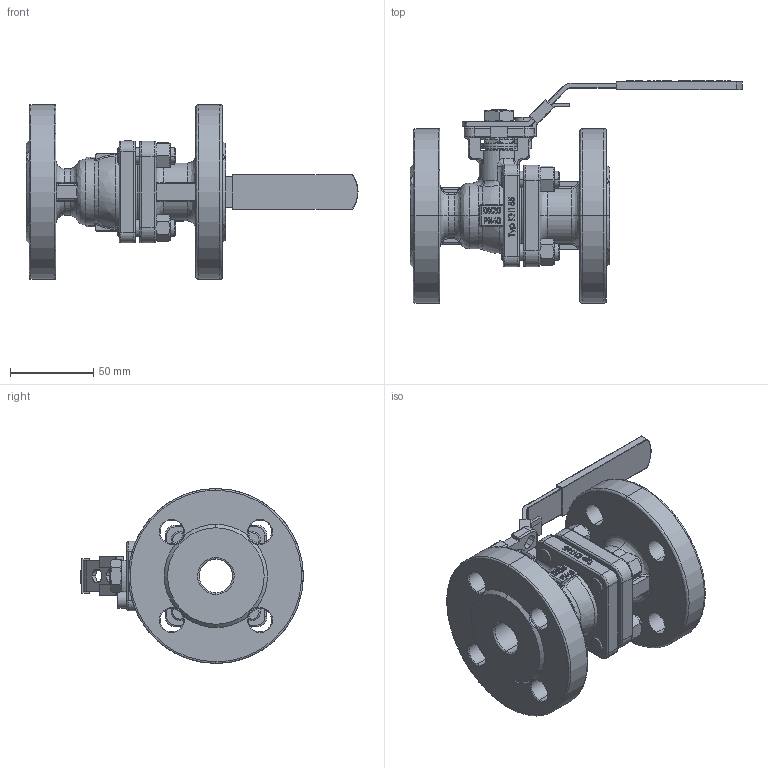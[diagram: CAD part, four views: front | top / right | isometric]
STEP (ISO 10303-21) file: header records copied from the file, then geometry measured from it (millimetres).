
FILE_DESCRIPTION (( 'STEP AP214' ), '1' );
FILE_NAME ('KH155-Kugelhahn-DN20-PN40-Handhebel-Fergo.STEP', '2022-09-19T08:19:22', ( '' ), ( '' ), 'SwSTEP 2.0', 'SolidWorks 2022', '' );
FILE_SCHEMA (( 'AUTOMOTIVE_DESIGN' ));
Length unit declared in the file: millimetre
Products named in the file (1): KH155-Kugelhahn-DN20-PN40-Handhebel-Fergo
Bounding box: 199.44 x 133.7 x 105 mm (x, y, z)
Volume: 428942.8 mm3; surface area: 112003.7 mm2
Topology: 25 solids, 25 shells, 1457 faces, 3586 edges, 2228 vertices
Faces by surface type: plane 629, cylinder 314, bspline 300, cone 214
Entity records: 72179 total; most frequent: CARTESIAN_POINT 39371, ORIENTED_EDGE 7146, DIRECTION 6077, EDGE_CURVE 3573, VERTEX_POINT 2228, AXIS2_PLACEMENT_3D 2098, LINE 1881, VECTOR 1881
